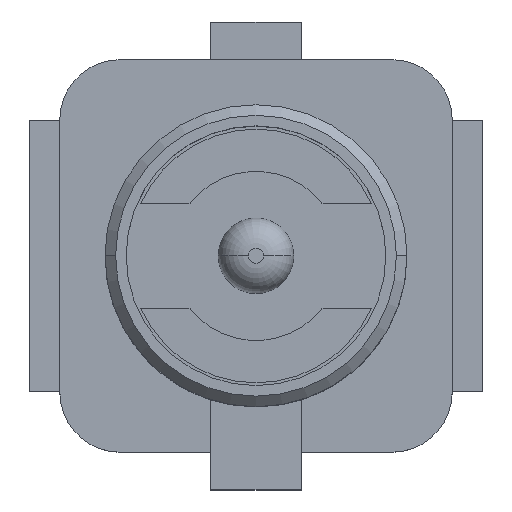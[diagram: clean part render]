
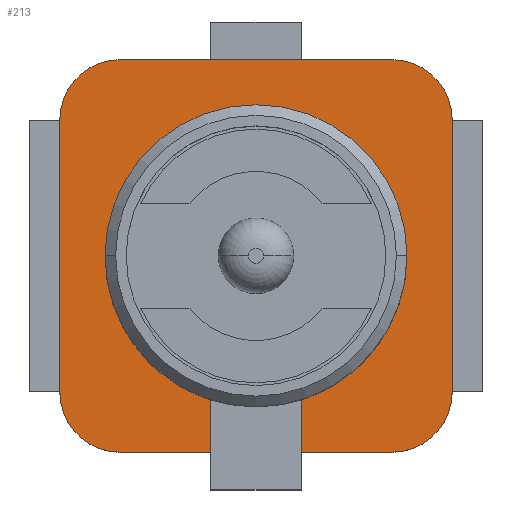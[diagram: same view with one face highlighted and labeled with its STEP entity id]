
A CAD part, top view. The second image highlights one B-rep face of the part: STEP entity #213.
In plain terms, the highlighted planar face has unit normal (0, 0, 1).
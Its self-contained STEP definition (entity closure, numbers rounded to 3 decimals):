
#6 = CIRCLE ( 'NONE', #2036, 0.4 ) ;
#12 = AXIS2_PLACEMENT_3D ( 'NONE', #1563, #455, #1857 ) ;
#13 = DIRECTION ( 'NONE',  ( 1., 0., 0. ) ) ;
#16 = AXIS2_PLACEMENT_3D ( 'NONE', #2352, #1323, #194 ) ;
#78 = CARTESIAN_POINT ( 'NONE',  ( 0.9, -1.3, 0.35 ) ) ;
#82 = ORIENTED_EDGE ( 'NONE', *, *, #2359, .F. ) ;
#85 = AXIS2_PLACEMENT_3D ( 'NONE', #1772, #899, #1338 ) ;
#91 = EDGE_CURVE ( 'NONE', #1933, #684, #461, .T. ) ;
#137 = CARTESIAN_POINT ( 'NONE',  ( 0.3, -0.954, 0.35 ) ) ;
#145 = CIRCLE ( 'NONE', #2173, 0.4 ) ;
#146 = CARTESIAN_POINT ( 'NONE',  ( 0.3, -0.9, 0.35 ) ) ;
#178 = CARTESIAN_POINT ( 'NONE',  ( -1.3, -0.9, 0.35 ) ) ;
#194 = DIRECTION ( 'NONE',  ( -1., 0., 0. ) ) ;
#197 = ORIENTED_EDGE ( 'NONE', *, *, #1769, .T. ) ;
#213 = ADVANCED_FACE ( 'NONE', ( #1971 ), #792, .T. ) ;
#247 = LINE ( 'NONE', #1664, #544 ) ;
#249 = CIRCLE ( 'NONE', #2268, 0.4 ) ;
#257 = VERTEX_POINT ( 'NONE', #1208 ) ;
#302 = CARTESIAN_POINT ( 'NONE',  ( -1.3, -0.9, 0.35 ) ) ;
#412 = ORIENTED_EDGE ( 'NONE', *, *, #777, .T. ) ;
#426 = VECTOR ( 'NONE', #1337, 1000. ) ;
#448 = CARTESIAN_POINT ( 'NONE',  ( 0.9, -1.3, 0.35 ) ) ;
#453 = CARTESIAN_POINT ( 'NONE',  ( -0.9, 0.9, 0.35 ) ) ;
#455 = DIRECTION ( 'NONE',  ( 0., 0., -1. ) ) ;
#461 = CIRCLE ( 'NONE', #16, 1. ) ;
#470 = LINE ( 'NONE', #1866, #605 ) ;
#481 = EDGE_CURVE ( 'NONE', #2425, #1970, #1004, .T. ) ;
#489 = CARTESIAN_POINT ( 'NONE',  ( -1.3, 0.9, 0.35 ) ) ;
#490 = VERTEX_POINT ( 'NONE', #1531 ) ;
#522 = EDGE_CURVE ( 'NONE', #490, #1933, #732, .T. ) ;
#526 = CARTESIAN_POINT ( 'NONE',  ( 0.9, 0.9, 0.35 ) ) ;
#531 = CIRCLE ( 'NONE', #85, 1. ) ;
#544 = VECTOR ( 'NONE', #582, 1000. ) ;
#550 = LINE ( 'NONE', #1942, #1075 ) ;
#561 = CARTESIAN_POINT ( 'NONE',  ( 0.9, -0.9, 0.35 ) ) ;
#582 = DIRECTION ( 'NONE',  ( 1., 0., 0. ) ) ;
#589 = VECTOR ( 'NONE', #1850, 1000. ) ;
#605 = VECTOR ( 'NONE', #813, 1000. ) ;
#684 = VERTEX_POINT ( 'NONE', #137 ) ;
#732 = CIRCLE ( 'NONE', #12, 1. ) ;
#761 = VECTOR ( 'NONE', #1582, 1000. ) ;
#777 = EDGE_CURVE ( 'NONE', #1255, #1864, #470, .T. ) ;
#791 = ORIENTED_EDGE ( 'NONE', *, *, #1073, .T. ) ;
#792 = PLANE ( 'NONE',  #2121 ) ;
#798 = DIRECTION ( 'NONE',  ( 1., 0., 0. ) ) ;
#810 = VERTEX_POINT ( 'NONE', #178 ) ;
#813 = DIRECTION ( 'NONE',  ( 0., 1., 0. ) ) ;
#842 = ORIENTED_EDGE ( 'NONE', *, *, #91, .T. ) ;
#860 = DIRECTION ( 'NONE',  ( 0., 0., 1. ) ) ;
#866 = VERTEX_POINT ( 'NONE', #78 ) ;
#868 = DIRECTION ( 'NONE',  ( 1., 0., 0. ) ) ;
#894 = DIRECTION ( 'NONE',  ( 0., 1., 0. ) ) ;
#896 = EDGE_CURVE ( 'NONE', #866, #1566, #6, .T. ) ;
#899 = DIRECTION ( 'NONE',  ( 0., 0., -1. ) ) ;
#901 = DIRECTION ( 'NONE',  ( 1., 0., 0. ) ) ;
#943 = VERTEX_POINT ( 'NONE', #1583 ) ;
#1004 = LINE ( 'NONE', #2372, #426 ) ;
#1041 = ORIENTED_EDGE ( 'NONE', *, *, #896, .T. ) ;
#1054 = CARTESIAN_POINT ( 'NONE',  ( -0.3, -0.954, 0.35 ) ) ;
#1066 = ORIENTED_EDGE ( 'NONE', *, *, #1472, .T. ) ;
#1073 = EDGE_CURVE ( 'NONE', #943, #2425, #145, .T. ) ;
#1075 = VECTOR ( 'NONE', #894, 1000. ) ;
#1116 = VERTEX_POINT ( 'NONE', #2184 ) ;
#1127 = DIRECTION ( 'NONE',  ( 0., 0., 1. ) ) ;
#1173 = VERTEX_POINT ( 'NONE', #489 ) ;
#1208 = CARTESIAN_POINT ( 'NONE',  ( 0.3, -1.3, 0.35 ) ) ;
#1240 = EDGE_LOOP ( 'NONE', ( #82, #1975, #1041, #1797, #791, #2395, #1066, #197, #2079, #1397, #412, #1911, #1697, #842 ) ) ;
#1255 = VERTEX_POINT ( 'NONE', #1598 ) ;
#1260 = CARTESIAN_POINT ( 'NONE',  ( -0.9, 1.3, 0.35 ) ) ;
#1270 = LINE ( 'NONE', #146, #761 ) ;
#1323 = DIRECTION ( 'NONE',  ( 0., 0., -1. ) ) ;
#1337 = DIRECTION ( 'NONE',  ( -1., 0., 0. ) ) ;
#1338 = DIRECTION ( 'NONE',  ( -1., 0., 0. ) ) ;
#1391 = EDGE_CURVE ( 'NONE', #257, #866, #1560, .T. ) ;
#1394 = DIRECTION ( 'NONE',  ( 1., 0., 0. ) ) ;
#1397 = ORIENTED_EDGE ( 'NONE', *, *, #1665, .T. ) ;
#1411 = LINE ( 'NONE', #302, #2234 ) ;
#1472 = EDGE_CURVE ( 'NONE', #1970, #1173, #249, .T. ) ;
#1531 = CARTESIAN_POINT ( 'NONE',  ( -1., 0., 0.35 ) ) ;
#1560 = LINE ( 'NONE', #448, #589 ) ;
#1563 = CARTESIAN_POINT ( 'NONE',  ( 0., 0., 0.35 ) ) ;
#1566 = VERTEX_POINT ( 'NONE', #2017 ) ;
#1582 = DIRECTION ( 'NONE',  ( 0., 1., 0. ) ) ;
#1583 = CARTESIAN_POINT ( 'NONE',  ( 1.3, 0.9, 0.35 ) ) ;
#1598 = CARTESIAN_POINT ( 'NONE',  ( -0.3, -1.3, 0.35 ) ) ;
#1664 = CARTESIAN_POINT ( 'NONE',  ( 0.9, -1.3, 0.35 ) ) ;
#1665 = EDGE_CURVE ( 'NONE', #1116, #1255, #247, .T. ) ;
#1690 = CARTESIAN_POINT ( 'NONE',  ( -0.9, -0.9, 0.35 ) ) ;
#1697 = ORIENTED_EDGE ( 'NONE', *, *, #522, .T. ) ;
#1713 = DIRECTION ( 'NONE',  ( 0., -1., 0. ) ) ;
#1769 = EDGE_CURVE ( 'NONE', #1173, #810, #1411, .T. ) ;
#1772 = CARTESIAN_POINT ( 'NONE',  ( 0., 0., 0.35 ) ) ;
#1797 = ORIENTED_EDGE ( 'NONE', *, *, #1941, .T. ) ;
#1844 = AXIS2_PLACEMENT_3D ( 'NONE', #1690, #860, #1394 ) ;
#1850 = DIRECTION ( 'NONE',  ( 1., 0., 0. ) ) ;
#1855 = DIRECTION ( 'NONE',  ( 0., 0., 1. ) ) ;
#1857 = DIRECTION ( 'NONE',  ( -1., 0., 0. ) ) ;
#1864 = VERTEX_POINT ( 'NONE', #1054 ) ;
#1866 = CARTESIAN_POINT ( 'NONE',  ( -0.3, -0.9, 0.35 ) ) ;
#1911 = ORIENTED_EDGE ( 'NONE', *, *, #1920, .T. ) ;
#1916 = DIRECTION ( 'NONE',  ( 0., 0., 1. ) ) ;
#1920 = EDGE_CURVE ( 'NONE', #1864, #490, #531, .T. ) ;
#1933 = VERTEX_POINT ( 'NONE', #2379 ) ;
#1941 = EDGE_CURVE ( 'NONE', #1566, #943, #550, .T. ) ;
#1942 = CARTESIAN_POINT ( 'NONE',  ( 1.3, -0.9, 0.35 ) ) ;
#1952 = DIRECTION ( 'NONE',  ( 0., 0., 1. ) ) ;
#1970 = VERTEX_POINT ( 'NONE', #1260 ) ;
#1971 = FACE_OUTER_BOUND ( 'NONE', #1240, .T. ) ;
#1975 = ORIENTED_EDGE ( 'NONE', *, *, #1391, .T. ) ;
#2017 = CARTESIAN_POINT ( 'NONE',  ( 1.3, -0.9, 0.35 ) ) ;
#2036 = AXIS2_PLACEMENT_3D ( 'NONE', #561, #1952, #901 ) ;
#2061 = CARTESIAN_POINT ( 'NONE',  ( 0.9, 1.3, 0.35 ) ) ;
#2079 = ORIENTED_EDGE ( 'NONE', *, *, #2286, .T. ) ;
#2121 = AXIS2_PLACEMENT_3D ( 'NONE', #2156, #1127, #13 ) ;
#2156 = CARTESIAN_POINT ( 'NONE',  ( 0.9, -0.9, 0.35 ) ) ;
#2173 = AXIS2_PLACEMENT_3D ( 'NONE', #526, #1916, #868 ) ;
#2184 = CARTESIAN_POINT ( 'NONE',  ( -0.9, -1.3, 0.35 ) ) ;
#2234 = VECTOR ( 'NONE', #1713, 1000. ) ;
#2263 = CIRCLE ( 'NONE', #1844, 0.4 ) ;
#2268 = AXIS2_PLACEMENT_3D ( 'NONE', #453, #1855, #798 ) ;
#2286 = EDGE_CURVE ( 'NONE', #810, #1116, #2263, .T. ) ;
#2352 = CARTESIAN_POINT ( 'NONE',  ( 0., 0., 0.35 ) ) ;
#2359 = EDGE_CURVE ( 'NONE', #257, #684, #1270, .T. ) ;
#2372 = CARTESIAN_POINT ( 'NONE',  ( 0.9, 1.3, 0.35 ) ) ;
#2379 = CARTESIAN_POINT ( 'NONE',  ( 1., 0., 0.35 ) ) ;
#2395 = ORIENTED_EDGE ( 'NONE', *, *, #481, .T. ) ;
#2425 = VERTEX_POINT ( 'NONE', #2061 ) ;
